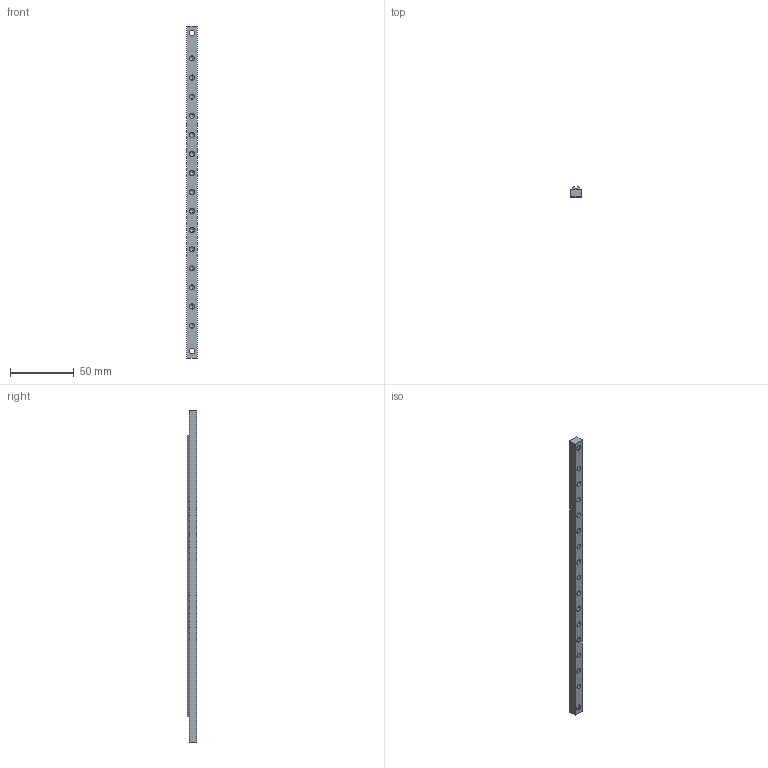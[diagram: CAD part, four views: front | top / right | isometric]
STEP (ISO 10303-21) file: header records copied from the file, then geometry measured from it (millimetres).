
FILE_DESCRIPTION (( 'STEP AP203' ), '1' );
FILE_NAME ('Òåðìîíîæ øàðíèð ëàí÷-áîêñà SRB-3(ïàïà) 2Ï-SRB3-01.STEP', '2020-09-07T12:00:19', ( '' ), ( '' ), 'SwSTEP 2.0', 'SolidWorks 2013', '' );
FILE_SCHEMA (( 'CONFIG_CONTROL_DESIGN' ));
Length unit declared in the file: millimetre
Products named in the file (1): Òåðìîíîæ øàðíèð ëàí÷-áîêñà SRB-3(ïàïà) 2Ï-SRB3-01
Bounding box: 8 x 7.8 x 261 mm (x, y, z)
Volume: 12563.2 mm3; surface area: 9281.1 mm2
Topology: 1 solids, 1 shells, 190 faces, 630 edges, 400 vertices
Faces by surface type: cylinder 146, cone 30, plane 14
Entity records: 8113 total; most frequent: CARTESIAN_POINT 2991, ORIENTED_EDGE 1260, DIRECTION 854, EDGE_CURVE 630, VERTEX_POINT 400, AXIS2_PLACEMENT_3D 303, LINE 248, VECTOR 248
